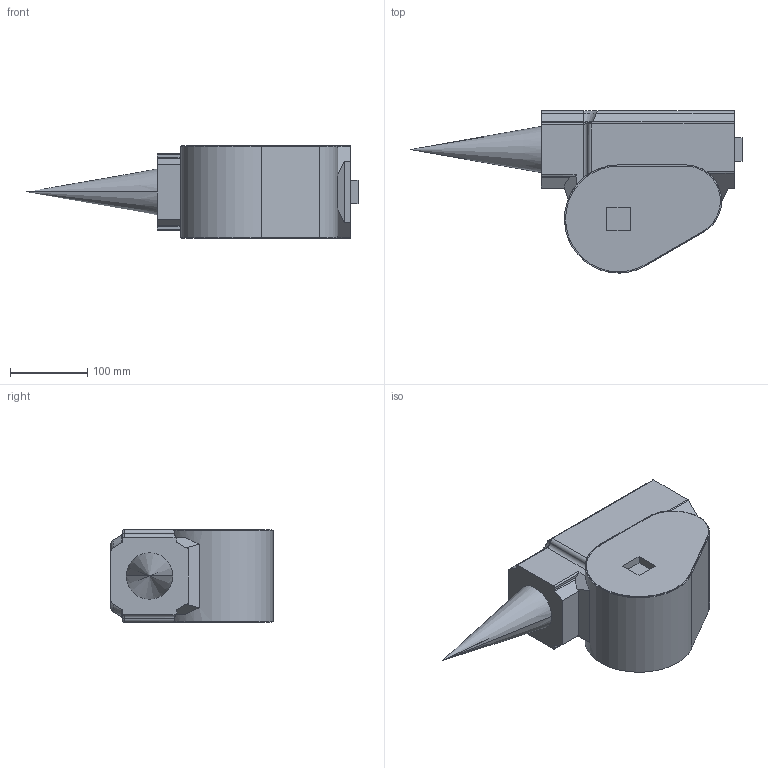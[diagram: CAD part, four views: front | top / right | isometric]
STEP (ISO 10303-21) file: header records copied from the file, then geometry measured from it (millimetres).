
FILE_DESCRIPTION (( 'STEP AP203' ), '1' );
FILE_NAME ('A04_Default_sldprt.STEP', '2024-10-03T12:10:10', ( '' ), ( '' ), 'SwSTEP 2.0', 'SolidWorks 2023', '' );
FILE_SCHEMA (( 'CONFIG_CONTROL_DESIGN' ));
Length unit declared in the file: millimetre
Products named in the file (1): A04_Default_sldprt
Bounding box: 430.14 x 210 x 120 mm (x, y, z)
Volume: 5005865.3 mm3; surface area: 194464.1 mm2
Topology: 1 solids, 1 shells, 101 faces, 264 edges, 169 vertices
Faces by surface type: plane 53, cylinder 36, torus 8, cone 4
Entity records: 3273 total; most frequent: CARTESIAN_POINT 719, ORIENTED_EDGE 524, DIRECTION 514, EDGE_CURVE 262, AXIS2_PLACEMENT_3D 176, VERTEX_POINT 169, VECTOR 162, LINE 162
